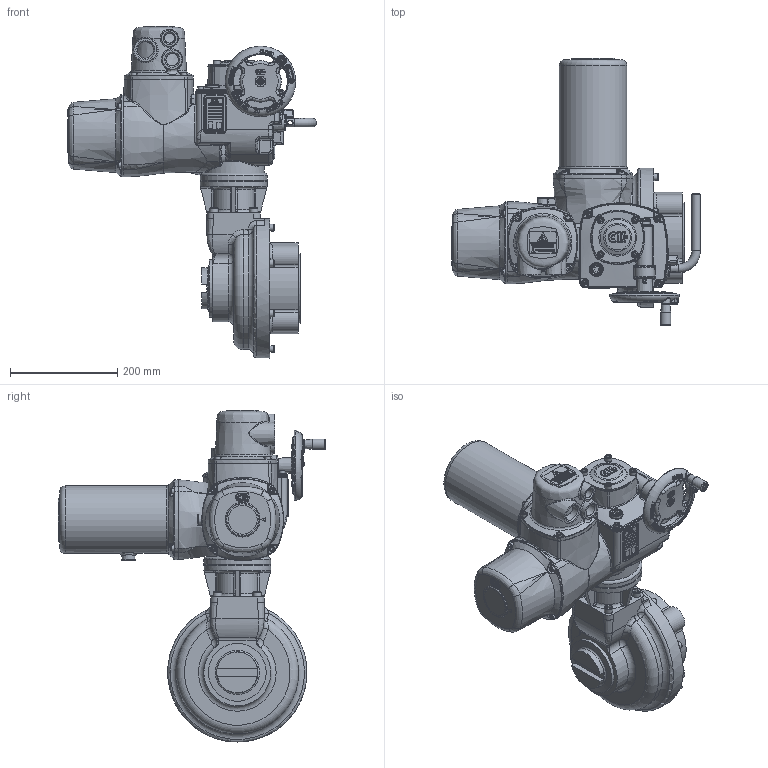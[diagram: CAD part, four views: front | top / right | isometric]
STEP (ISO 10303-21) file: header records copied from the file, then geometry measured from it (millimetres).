
FILE_DESCRIPTION(/* description */ ('Unknown'),/* implementation_level */ '2;1');
FILE_NAME(/* name */ 'A2B7N0BA00X-1',/* time_stamp */ '2019-07-09T15:52:07+05:00',/* author */ ('Unknown'),/* organization */ ('Unknown'),/* preprocessor_version */ 'ST-DEVELOPER v16.7',/* originating_system */ 'DEX',/* authorisation */ $);
FILE_SCHEMA (('AP203_CONFIGURATION_CONTROLLED_3D_DESIGN_OF_MECHANICAL_PARTS_AND_ASSEMBLIES_MIM_LF { 1 0 10303 203 3 1 4 }','AUTOMOTIVE_DESIGN {1 0 10303 214 3 1 1}'));
Length unit declared in the file: millimetre
Products named in the file (1): A2B7N0BA00
Bounding box: 464.35 x 499.65 x 619.74 mm (x, y, z)
Volume: 24721.2 mm3; surface area: 836018.2 mm2
Topology: 25 solids, 30 shells, 5298 faces, 13328 edges, 8290 vertices
Faces by surface type: plane 2184, bspline 1806, cylinder 618, torus 329, cone 279, sphere 82
Full cylindrical faces by diameter (mm): 4.917 x17, 6 x2, 8 x12, 8.2 x1, 8.376 x4, 8.5 x8, 9 x8, 10 x21, 10.22 x4, 10.5 x8, 10.8 x8, 12 x1, 13 x18, 13.5 x1, 14 x1, 14.5 x4, 15 x1, 15.5 x1, 16 x8, 17.294 x4, 18.376 x1, 19 x1, 20 x1, 23.376 x1, 30 x1, 30.376 x1, 52 x1, 54.017 x1, 55 x2, 55.3 x1
Entity records: 257870 total; most frequent: CARTESIAN_POINT 115122, ORIENTED_EDGE 25178, DIRECTION 15640, EDGE_CURVE 12589, VERTEX_POINT 8103, B_SPLINE_CURVE_WITH_KNOTS 6518, FACE_BOUND 6100, AXIS2_PLACEMENT_3D 6084
